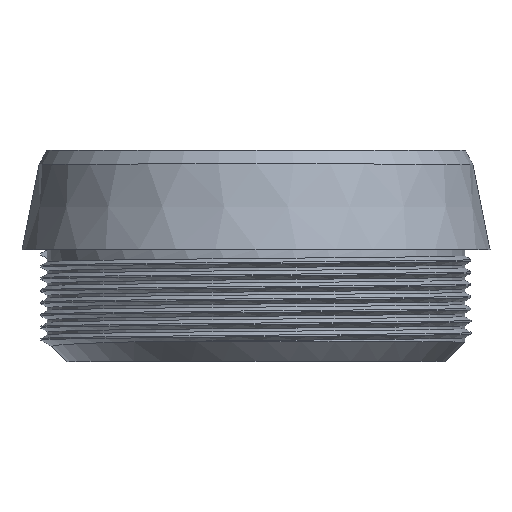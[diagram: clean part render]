
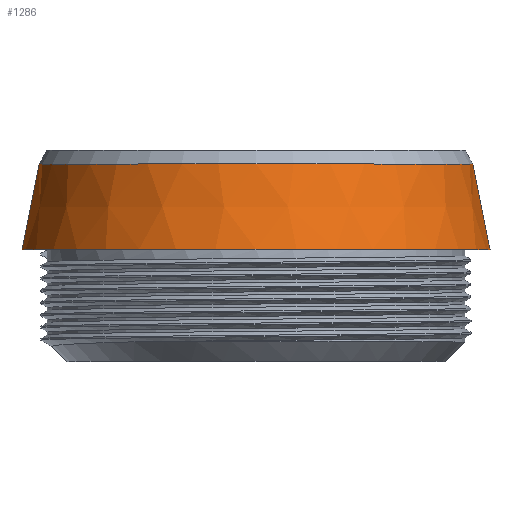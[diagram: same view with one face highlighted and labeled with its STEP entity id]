
A CAD part, top view. The second image highlights one B-rep face of the part: STEP entity #1286.
In plain terms, the highlighted conical face has half-angle 11.31 degrees and reference radius 22.295 mm.
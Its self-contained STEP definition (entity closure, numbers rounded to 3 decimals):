
#3 = DIRECTION ( 'NONE',  ( 1., 0., 0. ) ) ;
#69 = VECTOR ( 'NONE', #242, 1000. ) ;
#143 = CARTESIAN_POINT ( 'NONE',  ( -24.05, 1.966, 0. ) ) ;
#213 = ORIENTED_EDGE ( 'NONE', *, *, #1737, .F. ) ;
#224 = VERTEX_POINT ( 'NONE', #2147 ) ;
#233 = VECTOR ( 'NONE', #560, 1000. ) ;
#242 = DIRECTION ( 'NONE',  ( 0.196, -0.981, 0. ) ) ;
#304 = DIRECTION ( 'NONE',  ( 1., 0., 0. ) ) ;
#332 = CARTESIAN_POINT ( 'NONE',  ( 0., 1.966, 0. ) ) ;
#340 = EDGE_CURVE ( 'NONE', #224, #2020, #667, .T. ) ;
#439 = EDGE_LOOP ( 'NONE', ( #1020, #797, #213, #1194 ) ) ;
#482 = DIRECTION ( 'NONE',  ( 1., 0., 0. ) ) ;
#560 = DIRECTION ( 'NONE',  ( -0.196, -0.981, 0. ) ) ;
#667 = CIRCLE ( 'NONE', #922, 22.295 ) ;
#797 = ORIENTED_EDGE ( 'NONE', *, *, #1344, .T. ) ;
#855 = EDGE_CURVE ( 'NONE', #224, #1895, #1296, .T. ) ;
#884 = LINE ( 'NONE', #1076, #233 ) ;
#922 = AXIS2_PLACEMENT_3D ( 'NONE', #2231, #1203, #304 ) ;
#1020 = ORIENTED_EDGE ( 'NONE', *, *, #340, .T. ) ;
#1076 = CARTESIAN_POINT ( 'NONE',  ( -22.295, 10.74, 0. ) ) ;
#1084 = AXIS2_PLACEMENT_3D ( 'NONE', #332, #1360, #482 ) ;
#1194 = ORIENTED_EDGE ( 'NONE', *, *, #855, .F. ) ;
#1203 = DIRECTION ( 'NONE',  ( 0., -1., 0. ) ) ;
#1276 = CIRCLE ( 'NONE', #1084, 24.05 ) ;
#1286 = ADVANCED_FACE ( 'NONE', ( #1466 ), #1393, .T. ) ;
#1296 = LINE ( 'NONE', #1840, #69 ) ;
#1344 = EDGE_CURVE ( 'NONE', #2020, #1699, #884, .T. ) ;
#1360 = DIRECTION ( 'NONE',  ( 0., -1., 0. ) ) ;
#1393 = CONICAL_SURFACE ( 'NONE', #2161, 22.295, 0.197 ) ;
#1466 = FACE_OUTER_BOUND ( 'NONE', #439, .T. ) ;
#1583 = CARTESIAN_POINT ( 'NONE',  ( 24.05, 1.966, 0. ) ) ;
#1699 = VERTEX_POINT ( 'NONE', #143 ) ;
#1737 = EDGE_CURVE ( 'NONE', #1895, #1699, #1276, .T. ) ;
#1840 = CARTESIAN_POINT ( 'NONE',  ( 22.295, 10.74, 0. ) ) ;
#1895 = VERTEX_POINT ( 'NONE', #1583 ) ;
#2020 = VERTEX_POINT ( 'NONE', #2160 ) ;
#2130 = CARTESIAN_POINT ( 'NONE',  ( 0., 10.74, 0. ) ) ;
#2147 = CARTESIAN_POINT ( 'NONE',  ( 22.295, 10.74, 0. ) ) ;
#2160 = CARTESIAN_POINT ( 'NONE',  ( -22.295, 10.74, 0. ) ) ;
#2161 = AXIS2_PLACEMENT_3D ( 'NONE', #2130, #2297, #3 ) ;
#2231 = CARTESIAN_POINT ( 'NONE',  ( 0., 10.74, 0. ) ) ;
#2297 = DIRECTION ( 'NONE',  ( 0., -1., 0. ) ) ;
